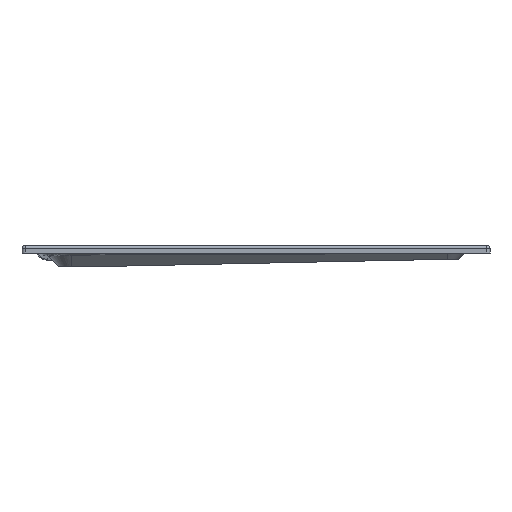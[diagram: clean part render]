
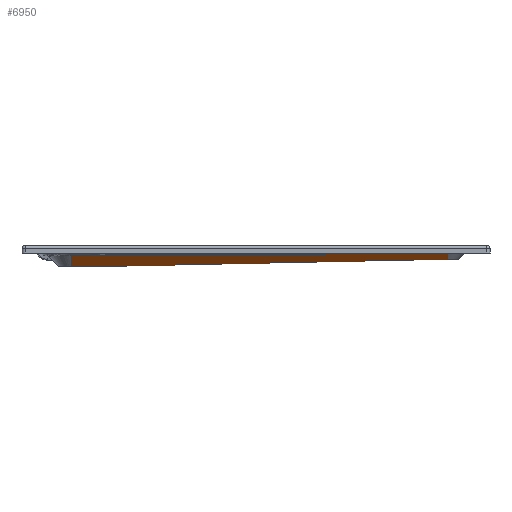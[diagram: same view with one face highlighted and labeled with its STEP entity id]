
A CAD part, front view. The second image highlights one B-rep face of the part: STEP entity #6950.
In plain terms, the highlighted face is planar.
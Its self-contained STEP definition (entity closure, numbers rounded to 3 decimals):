
#1181=CARTESIAN_POINT('',(-666.024,53.503,9.896));
#1182=VERTEX_POINT('',#1181);
#1183=CARTESIAN_POINT('',(-636.134,54.129,-20.0));
#1184=VERTEX_POINT('',#1183);
#1185=CARTESIAN_POINT('',(-636.134,54.129,-20.0));
#1186=DIRECTION('',(-0.707,-0.015,0.707));
#1187=VECTOR('',#1186,42.28);
#1188=LINE('',#1185,#1187);
#1189=EDGE_CURVE('',#1182,#1184,#1188,.F.);
#3700=CARTESIAN_POINT('',(-653.433,-910.386,17.498));
#3701=VERTEX_POINT('',#3700);
#3702=CARTESIAN_POINT('',(-635.0,-910.0,-0.938));
#3703=VERTEX_POINT('',#3702);
#3704=CARTESIAN_POINT('',(-635.0,-910.0,-0.938));
#3705=DIRECTION('',(-0.707,-0.015,0.707));
#3706=VECTOR('',#3705,26.073);
#3707=LINE('',#3704,#3706);
#3708=EDGE_CURVE('',#3701,#3703,#3707,.F.);
#5982=CARTESIAN_POINT('',(-655.484,-543.145,11.857));
#5983=VERTEX_POINT('',#5982);
#5993=CARTESIAN_POINT('',(-693.109,937.798,18.452));
#5994=CARTESIAN_POINT('',(-656.686,-13.759,1.969));
#5995=CARTESIAN_POINT('',(-653.221,-966.006,18.452));
#6003=(BOUNDED_CURVE()B_SPLINE_CURVE(2,(#5993,#5994,#5995),.UNSPECIFIED.,.F.,.U.)B_SPLINE_CURVE_WITH_KNOTS((3,3),(0.0,190.445),.UNSPECIFIED.)CURVE()GEOMETRIC_REPRESENTATION_ITEM()RATIONAL_B_SPLINE_CURVE((1.0,1.775,1.0))REPRESENTATION_ITEM(''));
#6004=EDGE_CURVE('',#5983,#3701,#6003,.T.);
#6917=CARTESIAN_POINT('',(-635.0,0.0,-20.0));
#6918=DIRECTION('',(-0.707,-0.015,-0.707));
#6919=DIRECTION('',(-0.707,0.,0.707));
#6920=AXIS2_PLACEMENT_3D('',#6917,#6918,#6919);
#6921=PLANE('',#6920);
#6922=CARTESIAN_POINT('',(-635.0,0.,-20.0));
#6923=VERTEX_POINT('',#6922);
#6924=CARTESIAN_POINT('',(-636.134,54.129,-20.0));
#6925=DIRECTION('',(0.021,-1.,0.0));
#6926=VECTOR('',#6925,54.141);
#6927=LINE('',#6924,#6926);
#6928=EDGE_CURVE('',#6923,#1184,#6927,.F.);
#6929=ORIENTED_EDGE('',*,*,#6928,.F.);
#6930=CARTESIAN_POINT('',(-635.0,0.,-20.));
#6931=DIRECTION('',(0.0,-1.,0.021));
#6932=VECTOR('',#6931,910.2);
#6933=LINE('',#6930,#6932);
#6934=EDGE_CURVE('',#3703,#6923,#6933,.F.);
#6935=ORIENTED_EDGE('',*,*,#6934,.F.);
#6936=ORIENTED_EDGE('',*,*,#3708,.F.);
#6937=ORIENTED_EDGE('',*,*,#6004,.F.);
#6938=CARTESIAN_POINT('',(-655.484,-543.145,11.857));
#6939=CARTESIAN_POINT('',(-656.259,-442.62,10.526));
#6940=CARTESIAN_POINT('',(-657.343,-335.018,9.356));
#6941=CARTESIAN_POINT('',(-660.457,-141.355,8.412));
#6942=CARTESIAN_POINT('',(-662.673,-35.951,8.42));
#6943=CARTESIAN_POINT('',(-666.024,53.503,9.896));
#6944=B_SPLINE_CURVE_WITH_KNOTS('',3,(#6938,#6939,#6940,#6941,#6942,#6943),.UNSPECIFIED.,.F.,.U.,(4,2,4),(-56.537,-26.859,0.),.UNSPECIFIED.);
#6945=EDGE_CURVE('',#1182,#5983,#6944,.F.);
#6946=ORIENTED_EDGE('',*,*,#6945,.F.);
#6947=ORIENTED_EDGE('',*,*,#1189,.T.);
#6948=EDGE_LOOP('',(#6929,#6935,#6936,#6937,#6946,#6947));
#6949=FACE_OUTER_BOUND('',#6948,.T.);
#6950=ADVANCED_FACE('',(#6949),#6921,.T.);
